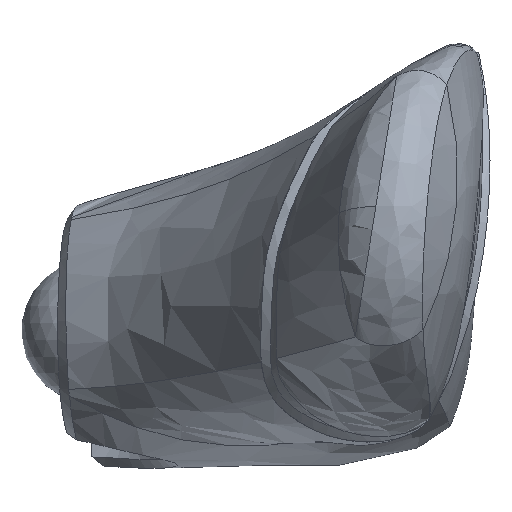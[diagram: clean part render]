
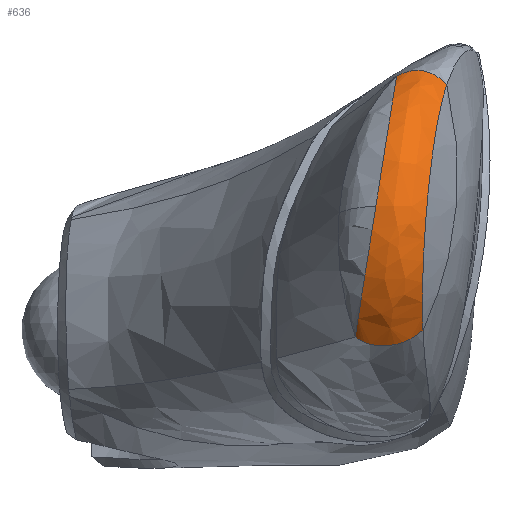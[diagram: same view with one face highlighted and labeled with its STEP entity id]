
A CAD part, left-side view. The second image highlights one B-rep face of the part: STEP entity #636.
In plain terms, the highlighted free-form (B-spline) face has degree [3, 3] with [6, 7] control points.
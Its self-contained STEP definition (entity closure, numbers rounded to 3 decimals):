
#34=B_SPLINE_SURFACE_WITH_KNOTS('',3,3,((#1871,#1872,#1873,#1874,#1875,
#1876,#1877),(#1878,#1879,#1880,#1881,#1882,#1883,#1884),(#1885,#1886,#1887,
#1888,#1889,#1890,#1891),(#1892,#1893,#1894,#1895,#1896,#1897,#1898),(#1899,
#1900,#1901,#1902,#1903,#1904,#1905),(#1906,#1907,#1908,#1909,#1910,#1911,
#1912)),.UNSPECIFIED.,.F.,.F.,.F.,(4,1,1,4),(4,1,1,1,4),(-0.001,
5.901,11.802,17.705),(0.,
18.552,37.104,60.268,83.434),
 .UNSPECIFIED.);
#67=FACE_OUTER_BOUND('',#105,.T.);
#105=EDGE_LOOP('',(#449,#450,#451,#452,#453));
#155=B_SPLINE_CURVE_WITH_KNOTS('',3,(#1915,#1916,#1917,#1918,#1919,#1920,
#1921,#1922,#1923,#1924),.UNSPECIFIED.,.F.,.F.,(4,1,1,1,1,1,1,4),(0.,1.,
2.,3.,4.,5.,6.,7.),.UNSPECIFIED.);
#156=B_SPLINE_CURVE_WITH_KNOTS('',3,(#1926,#1927,#1928,#1929,#1930,#1931,
#1932),.UNSPECIFIED.,.F.,.F.,(4,1,1,1,4),(-103.971,-75.104,
-46.237,-23.118,0.),.UNSPECIFIED.);
#157=B_SPLINE_CURVE_WITH_KNOTS('',3,(#1934,#1935,#1936,#1937,#1938,#1939,
#1940,#1941,#1942,#1943),.UNSPECIFIED.,.F.,.F.,(4,1,1,1,1,1,1,4),(-7.,-6.,
-5.,-4.,-3.,-2.,-1.,0.),.UNSPECIFIED.);
#158=B_SPLINE_CURVE_WITH_KNOTS('',3,(#1945,#1946,#1947,#1948,#1949),
 .UNSPECIFIED.,.F.,.F.,(4,1,4),(-83.433,-60.268,-37.104),
 .UNSPECIFIED.);
#159=B_SPLINE_CURVE_WITH_KNOTS('',3,(#1950,#1951,#1952,#1953,#1954),
 .UNSPECIFIED.,.F.,.F.,(4,1,4),(-37.104,-18.552,0.),
 .UNSPECIFIED.);
#253=VERTEX_POINT('',#1913);
#254=VERTEX_POINT('',#1914);
#255=VERTEX_POINT('',#1925);
#256=VERTEX_POINT('',#1933);
#257=VERTEX_POINT('',#1944);
#331=EDGE_CURVE('',#253,#254,#155,.T.);
#332=EDGE_CURVE('',#255,#253,#156,.T.);
#333=EDGE_CURVE('',#256,#255,#157,.T.);
#334=EDGE_CURVE('',#256,#257,#158,.T.);
#335=EDGE_CURVE('',#257,#254,#159,.T.);
#449=ORIENTED_EDGE('',*,*,#331,.F.);
#450=ORIENTED_EDGE('',*,*,#332,.F.);
#451=ORIENTED_EDGE('',*,*,#333,.F.);
#452=ORIENTED_EDGE('',*,*,#334,.T.);
#453=ORIENTED_EDGE('',*,*,#335,.T.);
#636=ADVANCED_FACE('',(#67),#34,.T.);
#1871=CARTESIAN_POINT('Ctrl Pts',(-185.343,-397.797,189.925));
#1872=CARTESIAN_POINT('Ctrl Pts',(-189.702,-398.539,194.65));
#1873=CARTESIAN_POINT('Ctrl Pts',(-196.416,-400.363,206.23));
#1874=CARTESIAN_POINT('Ctrl Pts',(-198.242,-403.772,227.784));
#1875=CARTESIAN_POINT('Ctrl Pts',(-188.884,-407.229,249.537));
#1876=CARTESIAN_POINT('Ctrl Pts',(-174.918,-408.775,259.185));
#1877=CARTESIAN_POINT('Ctrl Pts',(-167.364,-409.193,261.76));
#1878=CARTESIAN_POINT('Ctrl Pts',(-185.623,-399.488,188.416));
#1879=CARTESIAN_POINT('Ctrl Pts',(-190.141,-400.217,193.504));
#1880=CARTESIAN_POINT('Ctrl Pts',(-197.097,-401.978,205.697));
#1881=CARTESIAN_POINT('Ctrl Pts',(-198.971,-405.289,227.987));
#1882=CARTESIAN_POINT('Ctrl Pts',(-189.228,-408.651,250.062));
#1883=CARTESIAN_POINT('Ctrl Pts',(-174.946,-410.198,259.861));
#1884=CARTESIAN_POINT('Ctrl Pts',(-167.157,-410.651,262.572));
#1885=CARTESIAN_POINT('Ctrl Pts',(-185.938,-404.117,186.956));
#1886=CARTESIAN_POINT('Ctrl Pts',(-190.638,-404.595,192.385));
#1887=CARTESIAN_POINT('Ctrl Pts',(-197.878,-405.847,205.145));
#1888=CARTESIAN_POINT('Ctrl Pts',(-199.756,-408.567,228.178));
#1889=CARTESIAN_POINT('Ctrl Pts',(-189.425,-411.599,250.535));
#1890=CARTESIAN_POINT('Ctrl Pts',(-174.866,-413.264,260.71));
#1891=CARTESIAN_POINT('Ctrl Pts',(-166.84,-413.901,263.812));
#1892=CARTESIAN_POINT('Ctrl Pts',(-185.628,-410.935,187.91));
#1893=CARTESIAN_POINT('Ctrl Pts',(-190.199,-411.049,193.169));
#1894=CARTESIAN_POINT('Ctrl Pts',(-197.288,-411.574,205.522));
#1895=CARTESIAN_POINT('Ctrl Pts',(-198.97,-413.499,227.982));
#1896=CARTESIAN_POINT('Ctrl Pts',(-188.429,-416.166,249.368));
#1897=CARTESIAN_POINT('Ctrl Pts',(-174.641,-418.132,259.448));
#1898=CARTESIAN_POINT('Ctrl Pts',(-167.032,-419.113,262.894));
#1899=CARTESIAN_POINT('Ctrl Pts',(-184.848,-414.919,190.231));
#1900=CARTESIAN_POINT('Ctrl Pts',(-189.059,-414.844,195.005));
#1901=CARTESIAN_POINT('Ctrl Pts',(-195.653,-414.961,206.401));
#1902=CARTESIAN_POINT('Ctrl Pts',(-197.06,-416.385,227.547));
#1903=CARTESIAN_POINT('Ctrl Pts',(-186.826,-418.723,247.503));
#1904=CARTESIAN_POINT('Ctrl Pts',(-174.349,-420.737,257.138));
#1905=CARTESIAN_POINT('Ctrl Pts',(-167.533,-421.847,260.665));
#1906=CARTESIAN_POINT('Ctrl Pts',(-184.301,-416.492,191.761));
#1907=CARTESIAN_POINT('Ctrl Pts',(-188.278,-416.332,196.197));
#1908=CARTESIAN_POINT('Ctrl Pts',(-194.545,-416.267,206.95));
#1909=CARTESIAN_POINT('Ctrl Pts',(-195.785,-417.484,227.257));
#1910=CARTESIAN_POINT('Ctrl Pts',(-185.792,-419.721,246.405));
#1911=CARTESIAN_POINT('Ctrl Pts',(-174.127,-421.813,255.832));
#1912=CARTESIAN_POINT('Ctrl Pts',(-167.811,-423.019,259.427));
#1913=CARTESIAN_POINT('',(-184.302,-416.491,191.76));
#1914=CARTESIAN_POINT('',(-185.343,-397.798,189.924));
#1915=CARTESIAN_POINT('Ctrl Pts',(-184.302,-416.491,191.76));
#1916=CARTESIAN_POINT('Ctrl Pts',(-184.547,-415.782,191.074));
#1917=CARTESIAN_POINT('Ctrl Pts',(-184.951,-414.295,189.918));
#1918=CARTESIAN_POINT('Ctrl Pts',(-185.402,-411.695,188.583));
#1919=CARTESIAN_POINT('Ctrl Pts',(-185.69,-408.914,187.711));
#1920=CARTESIAN_POINT('Ctrl Pts',(-185.825,-405.994,187.335));
#1921=CARTESIAN_POINT('Ctrl Pts',(-185.809,-403.047,187.512));
#1922=CARTESIAN_POINT('Ctrl Pts',(-185.658,-400.201,188.274));
#1923=CARTESIAN_POINT('Ctrl Pts',(-185.463,-398.526,189.277));
#1924=CARTESIAN_POINT('Ctrl Pts',(-185.343,-397.798,189.924));
#1925=CARTESIAN_POINT('',(-167.811,-423.018,259.427));
#1926=CARTESIAN_POINT('Ctrl Pts',(-167.811,-423.018,259.427));
#1927=CARTESIAN_POINT('Ctrl Pts',(-174.128,-421.812,255.833));
#1928=CARTESIAN_POINT('Ctrl Pts',(-185.793,-419.721,246.406));
#1929=CARTESIAN_POINT('Ctrl Pts',(-195.785,-417.484,227.258));
#1930=CARTESIAN_POINT('Ctrl Pts',(-194.545,-416.266,206.95));
#1931=CARTESIAN_POINT('Ctrl Pts',(-188.279,-416.331,196.197));
#1932=CARTESIAN_POINT('Ctrl Pts',(-184.302,-416.491,191.76));
#1933=CARTESIAN_POINT('',(-167.365,-409.194,261.76));
#1934=CARTESIAN_POINT('Ctrl Pts',(-167.365,-409.194,261.76));
#1935=CARTESIAN_POINT('Ctrl Pts',(-167.285,-409.759,262.075));
#1936=CARTESIAN_POINT('Ctrl Pts',(-167.138,-410.947,262.65));
#1937=CARTESIAN_POINT('Ctrl Pts',(-166.982,-412.865,263.252));
#1938=CARTESIAN_POINT('Ctrl Pts',(-166.92,-414.909,263.463));
#1939=CARTESIAN_POINT('Ctrl Pts',(-166.964,-416.995,263.226));
#1940=CARTESIAN_POINT('Ctrl Pts',(-167.128,-419.124,262.48));
#1941=CARTESIAN_POINT('Ctrl Pts',(-167.366,-420.879,261.415));
#1942=CARTESIAN_POINT('Ctrl Pts',(-167.638,-422.289,260.2));
#1943=CARTESIAN_POINT('Ctrl Pts',(-167.811,-423.018,259.427));
#1944=CARTESIAN_POINT('',(-196.663,-403.485,225.95));
#1945=CARTESIAN_POINT('Ctrl Pts',(-167.365,-409.194,261.76));
#1946=CARTESIAN_POINT('Ctrl Pts',(-174.919,-408.776,259.185));
#1947=CARTESIAN_POINT('Ctrl Pts',(-188.885,-407.229,249.537));
#1948=CARTESIAN_POINT('Ctrl Pts',(-195.567,-404.761,234.004));
#1949=CARTESIAN_POINT('Ctrl Pts',(-196.663,-403.485,225.95));
#1950=CARTESIAN_POINT('Ctrl Pts',(-196.663,-403.485,225.95));
#1951=CARTESIAN_POINT('Ctrl Pts',(-197.54,-402.463,219.499));
#1952=CARTESIAN_POINT('Ctrl Pts',(-196.416,-400.364,206.229));
#1953=CARTESIAN_POINT('Ctrl Pts',(-189.702,-398.54,194.649));
#1954=CARTESIAN_POINT('Ctrl Pts',(-185.343,-397.798,189.924));
